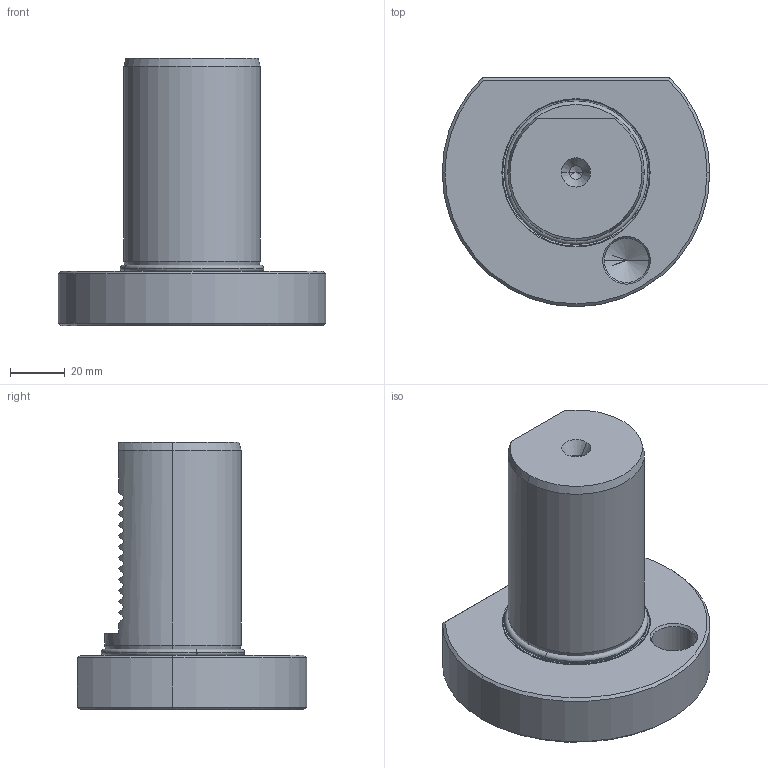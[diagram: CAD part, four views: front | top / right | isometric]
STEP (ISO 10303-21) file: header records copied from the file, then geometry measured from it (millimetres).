
FILE_DESCRIPTION (( 'STEP AP203' ), '1' );
FILE_NAME ('509.29.20.STEP', '2016-11-26T07:03:06', ( '' ), ( '' ), 'SwSTEP 2.0', 'SolidWorks 2012', '' );
FILE_SCHEMA (( 'CONFIG_CONTROL_DESIGN' ));
Length unit declared in the file: millimetre
Products named in the file (3): 509.29.20; O型環48.7; VDI50    Z2定位塊20
Assembly tree (2 placements, depth 2):
  509.29.20
    VDI50    Z2定位塊20
    O型環48.7
Bounding box: 98 x 84 x 98 mm (x, y, z)
Volume: 278589.2 mm3; surface area: 34206.7 mm2
Topology: 2 solids, 2 shells, 88 faces, 220 edges, 134 vertices
Faces by surface type: plane 34, cylinder 23, cone 21, torus 10
Entity records: 3044 total; most frequent: CARTESIAN_POINT 821, ORIENTED_EDGE 432, DIRECTION 385, EDGE_CURVE 216, AXIS2_PLACEMENT_3D 154, VERTEX_POINT 134, EDGE_LOOP 92, FACE_OUTER_BOUND 88
